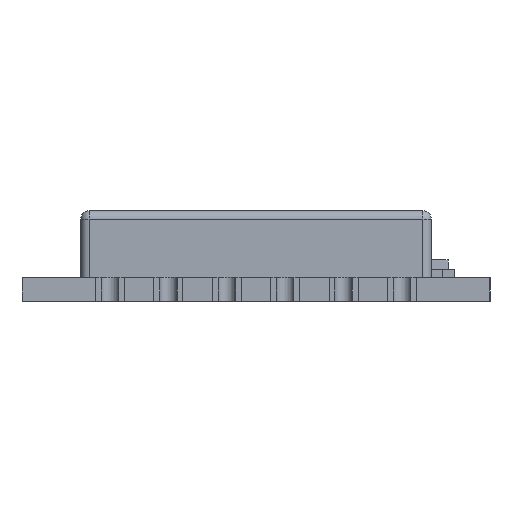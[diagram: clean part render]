
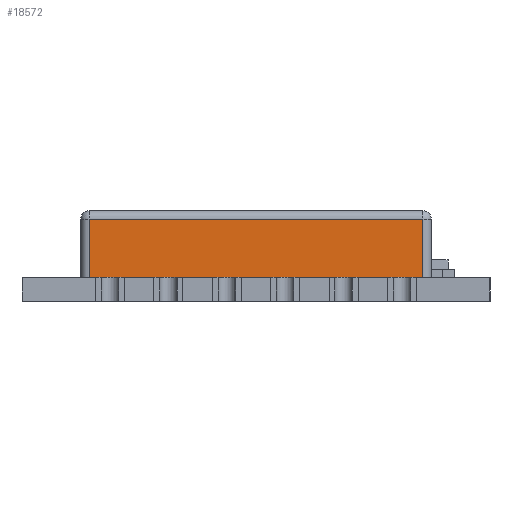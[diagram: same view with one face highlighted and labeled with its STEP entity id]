
A CAD part, front view. The second image highlights one B-rep face of the part: STEP entity #18572.
In plain terms, the highlighted planar face has unit normal (0, -1, 0).
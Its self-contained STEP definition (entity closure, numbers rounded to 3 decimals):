
#198 = EDGE_CURVE ( 'NONE', #29274, #14529, #23176, .T. ) ;
#256 = FACE_OUTER_BOUND ( 'NONE', #11915, .T. ) ;
#361 = CARTESIAN_POINT ( 'NONE',  ( -5.7, -10.7, 3.11 ) ) ;
#845 = EDGE_CURVE ( 'NONE', #17259, #29274, #18085, .T. ) ;
#1309 = DIRECTION ( 'NONE',  ( 0., 0., 1. ) ) ;
#2219 = CARTESIAN_POINT ( 'NONE',  ( -6., -10.7, 3.11 ) ) ;
#3049 = AXIS2_PLACEMENT_3D ( 'NONE', #2219, #7550, #17170 ) ;
#7207 = VECTOR ( 'NONE', #1309, 1000. ) ;
#7550 = DIRECTION ( 'NONE',  ( 0., 1., 0. ) ) ;
#8939 = DIRECTION ( 'NONE',  ( -1., 0., 0. ) ) ;
#11915 = EDGE_LOOP ( 'NONE', ( #16110, #12084, #18268, #12302 ) ) ;
#12084 = ORIENTED_EDGE ( 'NONE', *, *, #16818, .T. ) ;
#12302 = ORIENTED_EDGE ( 'NONE', *, *, #198, .T. ) ;
#14529 = VERTEX_POINT ( 'NONE', #17551 ) ;
#15315 = EDGE_CURVE ( 'NONE', #14529, #24975, #21068, .T. ) ;
#16110 = ORIENTED_EDGE ( 'NONE', *, *, #15315, .T. ) ;
#16167 = CARTESIAN_POINT ( 'NONE',  ( -6., -10.7, 0.81 ) ) ;
#16818 = EDGE_CURVE ( 'NONE', #24975, #17259, #22217, .T. ) ;
#17170 = DIRECTION ( 'NONE',  ( 0., 0., 1. ) ) ;
#17259 = VERTEX_POINT ( 'NONE', #31095 ) ;
#17551 = CARTESIAN_POINT ( 'NONE',  ( 5.7, -10.7, 2.81 ) ) ;
#18037 = CARTESIAN_POINT ( 'NONE',  ( 5.7, -10.7, 3.11 ) ) ;
#18085 = LINE ( 'NONE', #16167, #22496 ) ;
#18107 = CARTESIAN_POINT ( 'NONE',  ( 5.7, -10.7, 0.81 ) ) ;
#18268 = ORIENTED_EDGE ( 'NONE', *, *, #845, .T. ) ;
#18572 = ADVANCED_FACE ( 'NONE', ( #256 ), #19720, .F. ) ;
#19720 = PLANE ( 'NONE',  #3049 ) ;
#21068 = LINE ( 'NONE', #30809, #29566 ) ;
#22217 = LINE ( 'NONE', #361, #28890 ) ;
#22330 = CARTESIAN_POINT ( 'NONE',  ( -5.7, -10.7, 2.81 ) ) ;
#22496 = VECTOR ( 'NONE', #27831, 1000. ) ;
#23176 = LINE ( 'NONE', #18037, #7207 ) ;
#23493 = DIRECTION ( 'NONE',  ( 0., 0., -1. ) ) ;
#24975 = VERTEX_POINT ( 'NONE', #22330 ) ;
#27831 = DIRECTION ( 'NONE',  ( 1., 0., 0. ) ) ;
#28890 = VECTOR ( 'NONE', #23493, 1000. ) ;
#29274 = VERTEX_POINT ( 'NONE', #18107 ) ;
#29566 = VECTOR ( 'NONE', #8939, 1000. ) ;
#30809 = CARTESIAN_POINT ( 'NONE',  ( -6., -10.7, 2.81 ) ) ;
#31095 = CARTESIAN_POINT ( 'NONE',  ( -5.7, -10.7, 0.81 ) ) ;
